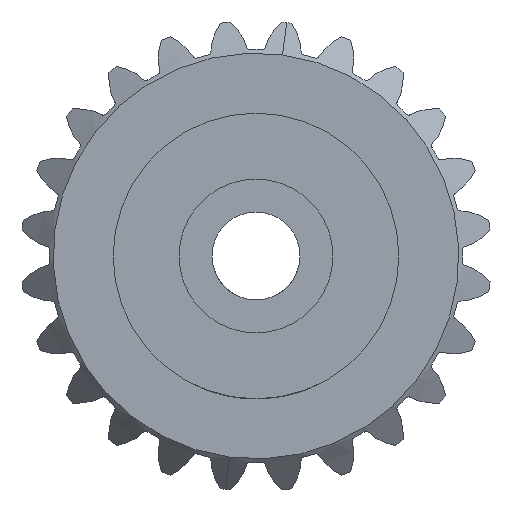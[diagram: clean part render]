
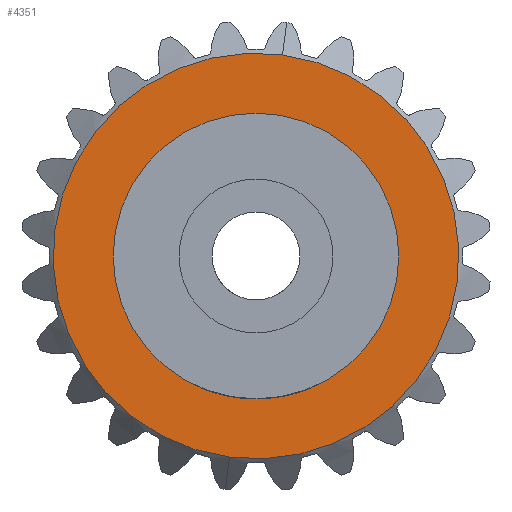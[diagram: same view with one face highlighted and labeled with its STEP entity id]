
A CAD part, left-side view. The second image highlights one B-rep face of the part: STEP entity #4351.
In plain terms, the highlighted planar face has unit normal (-1, 0, 0).
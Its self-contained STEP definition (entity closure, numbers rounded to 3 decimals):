
#868 = FACE_BOUND ( 'NONE', #13619, .T. ) ;
#1485 = ORIENTED_EDGE ( 'NONE', *, *, #19025, .T. ) ;
#1937 = VERTEX_POINT ( 'NONE', #3292 ) ;
#1946 = CIRCLE ( 'NONE', #15475, 9.229 ) ;
#3111 = CARTESIAN_POINT ( 'NONE',  ( 15.101, 0., 0. ) ) ;
#3292 = CARTESIAN_POINT ( 'NONE',  ( 15.101, -1.205, 9.15 ) ) ;
#3516 = CARTESIAN_POINT ( 'NONE',  ( 15.101, 6.5, 0. ) ) ;
#3819 = CARTESIAN_POINT ( 'NONE',  ( 15.101, 0., 0. ) ) ;
#4351 = ADVANCED_FACE ( 'NONE', ( #868, #18715 ), #11773, .T. ) ;
#4551 = DIRECTION ( 'NONE',  ( 0., 0., 1. ) ) ;
#5417 = CARTESIAN_POINT ( 'NONE',  ( 15.101, -6.5, 0. ) ) ;
#5430 = DIRECTION ( 'NONE',  ( 0., -1., 0. ) ) ;
#5504 = CIRCLE ( 'NONE', #11127, 6.5 ) ;
#6132 = DIRECTION ( 'NONE',  ( -1., 0., 0. ) ) ;
#6417 = ORIENTED_EDGE ( 'NONE', *, *, #7853, .F. ) ;
#7191 = CARTESIAN_POINT ( 'NONE',  ( 15.101, -0.914, 6.94 ) ) ;
#7287 = ORIENTED_EDGE ( 'NONE', *, *, #16870, .T. ) ;
#7376 = VERTEX_POINT ( 'NONE', #5417 ) ;
#7853 = EDGE_CURVE ( 'NONE', #7376, #17809, #5504, .T. ) ;
#9708 = VERTEX_POINT ( 'NONE', #17365 ) ;
#9792 = CARTESIAN_POINT ( 'NONE',  ( 15.101, 0., 0. ) ) ;
#11127 = AXIS2_PLACEMENT_3D ( 'NONE', #3111, #14169, #15757 ) ;
#11773 = PLANE ( 'NONE',  #13090 ) ;
#12675 = CARTESIAN_POINT ( 'NONE',  ( 15.101, 0., 0. ) ) ;
#12788 = DIRECTION ( 'NONE',  ( -1., 0., 0. ) ) ;
#12912 = DIRECTION ( 'NONE',  ( 0., 0., 1. ) ) ;
#13090 = AXIS2_PLACEMENT_3D ( 'NONE', #7191, #19791, #13527 ) ;
#13109 = CIRCLE ( 'NONE', #18257, 6.5 ) ;
#13527 = DIRECTION ( 'NONE',  ( 0., 0., 1. ) ) ;
#13619 = EDGE_LOOP ( 'NONE', ( #19444, #6417 ) ) ;
#13682 = EDGE_CURVE ( 'NONE', #17809, #7376, #13109, .T. ) ;
#14018 = CIRCLE ( 'NONE', #15081, 9.229 ) ;
#14169 = DIRECTION ( 'NONE',  ( -1., 0., 0. ) ) ;
#15081 = AXIS2_PLACEMENT_3D ( 'NONE', #9792, #12788, #12912 ) ;
#15475 = AXIS2_PLACEMENT_3D ( 'NONE', #12675, #6132, #4551 ) ;
#15757 = DIRECTION ( 'NONE',  ( 0., -1., 0. ) ) ;
#15981 = DIRECTION ( 'NONE',  ( -1., 0., 0. ) ) ;
#16657 = EDGE_LOOP ( 'NONE', ( #7287, #1485 ) ) ;
#16870 = EDGE_CURVE ( 'NONE', #1937, #9708, #1946, .T. ) ;
#17365 = CARTESIAN_POINT ( 'NONE',  ( 15.101, 1.205, -9.15 ) ) ;
#17809 = VERTEX_POINT ( 'NONE', #3516 ) ;
#18257 = AXIS2_PLACEMENT_3D ( 'NONE', #3819, #15981, #5430 ) ;
#18715 = FACE_OUTER_BOUND ( 'NONE', #16657, .T. ) ;
#19025 = EDGE_CURVE ( 'NONE', #9708, #1937, #14018, .T. ) ;
#19444 = ORIENTED_EDGE ( 'NONE', *, *, #13682, .F. ) ;
#19791 = DIRECTION ( 'NONE',  ( -1., 0., 0. ) ) ;
